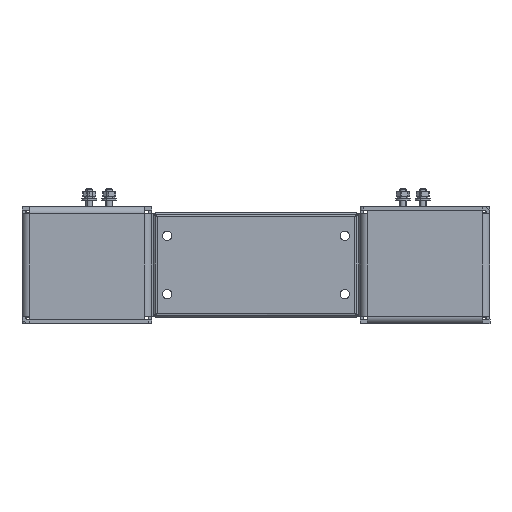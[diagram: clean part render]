
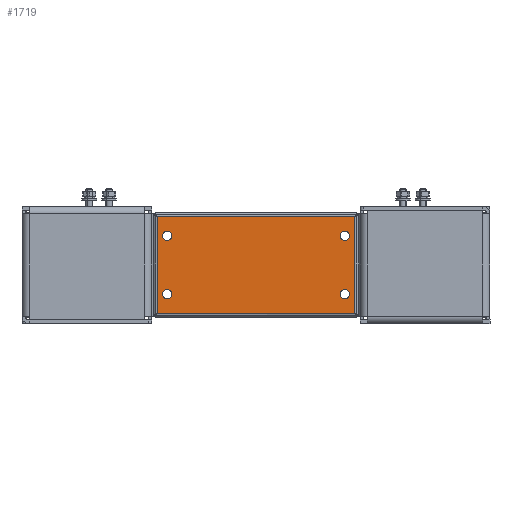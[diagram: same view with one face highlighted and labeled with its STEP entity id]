
A CAD part, left-side view. The second image highlights one B-rep face of the part: STEP entity #1719.
In plain terms, the highlighted face is planar.
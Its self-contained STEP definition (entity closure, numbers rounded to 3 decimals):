
#62 = AXIS2_PLACEMENT_3D ( 'NONE', #2955, #8516, #2750 ) ;
#85 = DIRECTION ( 'NONE',  ( 1., 0., 0. ) ) ;
#343 = DIRECTION ( 'NONE',  ( 1., 0., 0. ) ) ;
#346 = CARTESIAN_POINT ( 'NONE',  ( 84.5, -45., 0. ) ) ;
#352 = DIRECTION ( 'NONE',  ( 1., 0., 0. ) ) ;
#361 = EDGE_CURVE ( 'NONE', #10347, #9235, #8620, .T. ) ;
#366 = FACE_OUTER_BOUND ( 'NONE', #7628, .T. ) ;
#416 = FACE_BOUND ( 'NONE', #2947, .T. ) ;
#484 = EDGE_CURVE ( 'NONE', #9307, #3929, #3380, .T. ) ;
#655 = DIRECTION ( 'NONE',  ( -1., 0., 0. ) ) ;
#659 = AXIS2_PLACEMENT_3D ( 'NONE', #8157, #2290, #7362 ) ;
#681 = VERTEX_POINT ( 'NONE', #9525 ) ;
#734 = ORIENTED_EDGE ( 'NONE', *, *, #5108, .T. ) ;
#782 = DIRECTION ( 'NONE',  ( -1., 0., 0. ) ) ;
#883 = CARTESIAN_POINT ( 'NONE',  ( 76., -25., 0. ) ) ;
#1018 = ORIENTED_EDGE ( 'NONE', *, *, #7216, .T. ) ;
#1134 = CARTESIAN_POINT ( 'NONE',  ( -84.5, -41.5, 0. ) ) ;
#1183 = CIRCLE ( 'NONE', #3557, 4. ) ;
#1272 = VECTOR ( 'NONE', #6007, 1000. ) ;
#1364 = FACE_BOUND ( 'NONE', #2673, .T. ) ;
#1448 = EDGE_CURVE ( 'NONE', #6847, #8522, #7071, .T. ) ;
#1506 = CARTESIAN_POINT ( 'NONE',  ( 76., 25., 0. ) ) ;
#1589 = EDGE_CURVE ( 'NONE', #4247, #7995, #3277, .T. ) ;
#1622 = CARTESIAN_POINT ( 'NONE',  ( -76., -25., 0. ) ) ;
#1634 = CARTESIAN_POINT ( 'NONE',  ( 84.5, -41.5, 0. ) ) ;
#1719 = ADVANCED_FACE ( 'NONE', ( #9437, #416, #1364, #2854, #366 ), #6866, .F. ) ;
#1726 = DIRECTION ( 'NONE',  ( 0., 0., 1. ) ) ;
#1830 = AXIS2_PLACEMENT_3D ( 'NONE', #9471, #9414, #655 ) ;
#2290 = DIRECTION ( 'NONE',  ( 0., 0., 1. ) ) ;
#2345 = AXIS2_PLACEMENT_3D ( 'NONE', #1622, #1726, #782 ) ;
#2430 = ORIENTED_EDGE ( 'NONE', *, *, #9097, .T. ) ;
#2673 = EDGE_LOOP ( 'NONE', ( #3502, #3790 ) ) ;
#2750 = DIRECTION ( 'NONE',  ( -1., 0., 0. ) ) ;
#2783 = ORIENTED_EDGE ( 'NONE', *, *, #9863, .F. ) ;
#2801 = CARTESIAN_POINT ( 'NONE',  ( -80., 25., 0. ) ) ;
#2854 = FACE_BOUND ( 'NONE', #2895, .T. ) ;
#2895 = EDGE_LOOP ( 'NONE', ( #5564, #9588 ) ) ;
#2921 = EDGE_LOOP ( 'NONE', ( #2783, #7245 ) ) ;
#2947 = EDGE_LOOP ( 'NONE', ( #7966, #8607 ) ) ;
#2955 = CARTESIAN_POINT ( 'NONE',  ( 0., 0., 0. ) ) ;
#3152 = EDGE_CURVE ( 'NONE', #681, #5000, #8076, .T. ) ;
#3277 = CIRCLE ( 'NONE', #4625, 4. ) ;
#3291 = EDGE_CURVE ( 'NONE', #3929, #9307, #6416, .T. ) ;
#3337 = ORIENTED_EDGE ( 'NONE', *, *, #1448, .T. ) ;
#3380 = CIRCLE ( 'NONE', #8117, 4. ) ;
#3413 = CARTESIAN_POINT ( 'NONE',  ( -76., 25., 0. ) ) ;
#3502 = ORIENTED_EDGE ( 'NONE', *, *, #4845, .F. ) ;
#3512 = DIRECTION ( 'NONE',  ( -1., 0., 0. ) ) ;
#3522 = CARTESIAN_POINT ( 'NONE',  ( -84.5, 41.5, 0. ) ) ;
#3557 = AXIS2_PLACEMENT_3D ( 'NONE', #3669, #3564, #3512 ) ;
#3564 = DIRECTION ( 'NONE',  ( 0., 0., 1. ) ) ;
#3669 = CARTESIAN_POINT ( 'NONE',  ( 76., 25., 0. ) ) ;
#3790 = ORIENTED_EDGE ( 'NONE', *, *, #3152, .F. ) ;
#3929 = VERTEX_POINT ( 'NONE', #2801 ) ;
#4247 = VERTEX_POINT ( 'NONE', #10426 ) ;
#4371 = CARTESIAN_POINT ( 'NONE',  ( -72., -25., 0. ) ) ;
#4625 = AXIS2_PLACEMENT_3D ( 'NONE', #1506, #9693, #6281 ) ;
#4725 = CIRCLE ( 'NONE', #5895, 4. ) ;
#4845 = EDGE_CURVE ( 'NONE', #5000, #681, #9978, .T. ) ;
#4850 = EDGE_CURVE ( 'NONE', #9235, #10347, #4725, .T. ) ;
#4900 = VECTOR ( 'NONE', #352, 1000. ) ;
#5000 = VERTEX_POINT ( 'NONE', #4371 ) ;
#5108 = EDGE_CURVE ( 'NONE', #8522, #9299, #6176, .T. ) ;
#5341 = CARTESIAN_POINT ( 'NONE',  ( 72., -25., 0. ) ) ;
#5398 = DIRECTION ( 'NONE',  ( -1., 0., 0. ) ) ;
#5564 = ORIENTED_EDGE ( 'NONE', *, *, #484, .F. ) ;
#5661 = CARTESIAN_POINT ( 'NONE',  ( -72., 25., 0. ) ) ;
#5895 = AXIS2_PLACEMENT_3D ( 'NONE', #883, #7292, #6398 ) ;
#6007 = DIRECTION ( 'NONE',  ( 0., 1., 0. ) ) ;
#6176 = LINE ( 'NONE', #8617, #4900 ) ;
#6281 = DIRECTION ( 'NONE',  ( -1., 0., 0. ) ) ;
#6398 = DIRECTION ( 'NONE',  ( 1., 0., 0. ) ) ;
#6416 = CIRCLE ( 'NONE', #659, 4. ) ;
#6441 = DIRECTION ( 'NONE',  ( 0., 0., 1. ) ) ;
#6585 = AXIS2_PLACEMENT_3D ( 'NONE', #7338, #6441, #85 ) ;
#6601 = VECTOR ( 'NONE', #8022, 1000. ) ;
#6668 = VERTEX_POINT ( 'NONE', #8780 ) ;
#6847 = VERTEX_POINT ( 'NONE', #3522 ) ;
#6866 = PLANE ( 'NONE',  #62 ) ;
#6939 = LINE ( 'NONE', #10184, #9156 ) ;
#7071 = LINE ( 'NONE', #7969, #6601 ) ;
#7216 = EDGE_CURVE ( 'NONE', #9299, #6668, #7592, .T. ) ;
#7245 = ORIENTED_EDGE ( 'NONE', *, *, #1589, .F. ) ;
#7292 = DIRECTION ( 'NONE',  ( 0., 0., 1. ) ) ;
#7338 = CARTESIAN_POINT ( 'NONE',  ( 76., -25., 0. ) ) ;
#7362 = DIRECTION ( 'NONE',  ( 1., 0., 0. ) ) ;
#7437 = DIRECTION ( 'NONE',  ( 0., 0., 1. ) ) ;
#7592 = LINE ( 'NONE', #346, #1272 ) ;
#7628 = EDGE_LOOP ( 'NONE', ( #734, #1018, #2430, #3337 ) ) ;
#7848 = CARTESIAN_POINT ( 'NONE',  ( 80., 25., 0. ) ) ;
#7966 = ORIENTED_EDGE ( 'NONE', *, *, #361, .F. ) ;
#7969 = CARTESIAN_POINT ( 'NONE',  ( -84.5, 45., 0. ) ) ;
#7995 = VERTEX_POINT ( 'NONE', #7848 ) ;
#8022 = DIRECTION ( 'NONE',  ( 0., -1., 0. ) ) ;
#8076 = CIRCLE ( 'NONE', #1830, 4. ) ;
#8117 = AXIS2_PLACEMENT_3D ( 'NONE', #3413, #7437, #343 ) ;
#8157 = CARTESIAN_POINT ( 'NONE',  ( -76., 25., 0. ) ) ;
#8516 = DIRECTION ( 'NONE',  ( 0., 0., -1. ) ) ;
#8522 = VERTEX_POINT ( 'NONE', #1134 ) ;
#8607 = ORIENTED_EDGE ( 'NONE', *, *, #4850, .F. ) ;
#8617 = CARTESIAN_POINT ( 'NONE',  ( -84.5, -41.5, 0. ) ) ;
#8620 = CIRCLE ( 'NONE', #6585, 4. ) ;
#8780 = CARTESIAN_POINT ( 'NONE',  ( 84.5, 41.5, 0. ) ) ;
#9097 = EDGE_CURVE ( 'NONE', #6668, #6847, #6939, .T. ) ;
#9156 = VECTOR ( 'NONE', #5398, 1000. ) ;
#9235 = VERTEX_POINT ( 'NONE', #5341 ) ;
#9299 = VERTEX_POINT ( 'NONE', #1634 ) ;
#9307 = VERTEX_POINT ( 'NONE', #5661 ) ;
#9346 = CARTESIAN_POINT ( 'NONE',  ( 80., -25., 0. ) ) ;
#9414 = DIRECTION ( 'NONE',  ( 0., 0., 1. ) ) ;
#9437 = FACE_BOUND ( 'NONE', #2921, .T. ) ;
#9471 = CARTESIAN_POINT ( 'NONE',  ( -76., -25., 0. ) ) ;
#9525 = CARTESIAN_POINT ( 'NONE',  ( -80., -25., 0. ) ) ;
#9588 = ORIENTED_EDGE ( 'NONE', *, *, #3291, .F. ) ;
#9693 = DIRECTION ( 'NONE',  ( 0., 0., 1. ) ) ;
#9863 = EDGE_CURVE ( 'NONE', #7995, #4247, #1183, .T. ) ;
#9978 = CIRCLE ( 'NONE', #2345, 4. ) ;
#10184 = CARTESIAN_POINT ( 'NONE',  ( 84.5, 41.5, 0. ) ) ;
#10347 = VERTEX_POINT ( 'NONE', #9346 ) ;
#10426 = CARTESIAN_POINT ( 'NONE',  ( 72., 25., 0. ) ) ;
